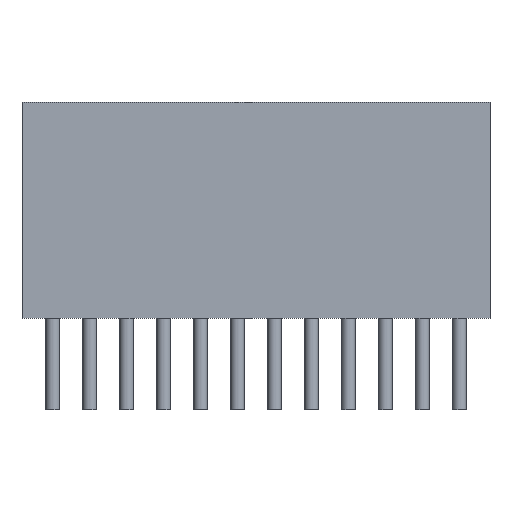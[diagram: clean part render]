
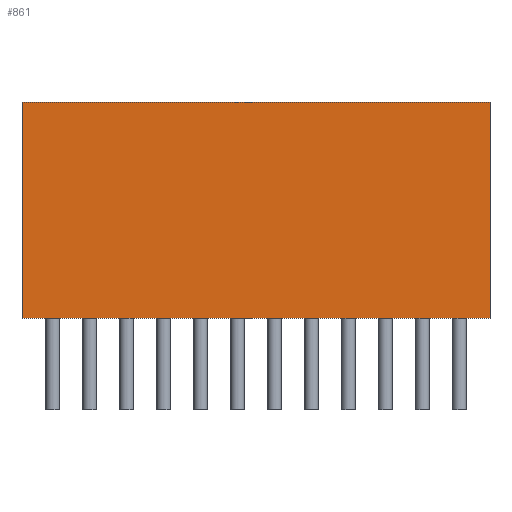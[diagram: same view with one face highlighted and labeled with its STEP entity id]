
A CAD part, front view. The second image highlights one B-rep face of the part: STEP entity #861.
In plain terms, the highlighted planar face has unit normal (0, -1, 0).
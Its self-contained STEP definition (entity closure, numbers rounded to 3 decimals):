
#861=ADVANCED_FACE('',(#867),#862,.T.);
#862=PLANE('',#863);
#863=AXIS2_PLACEMENT_3D('',#864,#865,#866);
#864=CARTESIAN_POINT('',(-2.108,-4.521,0.0));
#865=DIRECTION('',(0.0,-1.0,0.0));
#866=DIRECTION('',(0.,0.,1.));
#867=FACE_OUTER_BOUND('',#868,.T.);
#868=EDGE_LOOP('',(#869,#879,#889,#899));
#872=CARTESIAN_POINT('',(30.048,-4.521,0.0));
#871=VERTEX_POINT('',#872);
#874=CARTESIAN_POINT('',(-2.108,-4.521,0.0));
#873=VERTEX_POINT('',#874);
#870=EDGE_CURVE('',#871,#873,#875,.T.);
#875=LINE('',#872,#877);
#877=VECTOR('',#878,32.156);
#878=DIRECTION('',(-1.0,0.0,0.0));
#869=ORIENTED_EDGE('',*,*,#870,.F.);
#882=CARTESIAN_POINT('',(30.048,-4.521,14.859));
#881=VERTEX_POINT('',#882);
#880=EDGE_CURVE('',#881,#871,#885,.T.);
#885=LINE('',#882,#887);
#887=VECTOR('',#888,14.859);
#888=DIRECTION('',(0.0,0.0,-1.0));
#879=ORIENTED_EDGE('',*,*,#880,.F.);
#892=CARTESIAN_POINT('',(-2.108,-4.521,14.859));
#891=VERTEX_POINT('',#892);
#890=EDGE_CURVE('',#891,#881,#895,.T.);
#895=LINE('',#892,#897);
#897=VECTOR('',#898,32.156);
#898=DIRECTION('',(1.0,0.0,0.0));
#889=ORIENTED_EDGE('',*,*,#890,.F.);
#900=EDGE_CURVE('',#873,#891,#905,.T.);
#905=LINE('',#874,#907);
#907=VECTOR('',#908,14.859);
#908=DIRECTION('',(0.0,0.0,1.0));
#899=ORIENTED_EDGE('',*,*,#900,.F.);
